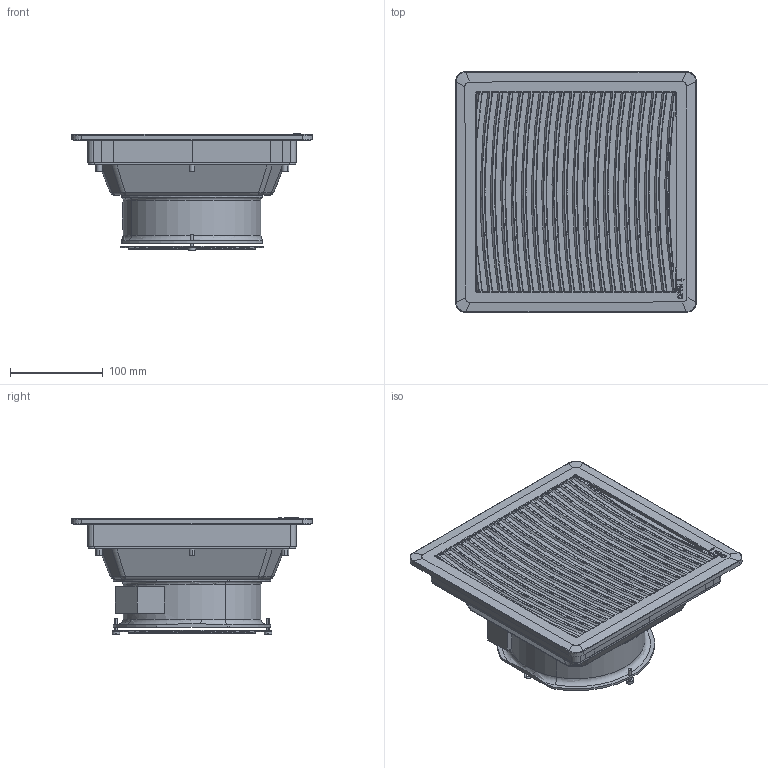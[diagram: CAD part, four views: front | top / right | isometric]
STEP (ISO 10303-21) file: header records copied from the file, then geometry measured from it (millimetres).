
FILE_DESCRIPTION(('CATIA V5 STEP Exchange'),'2;1');
FILE_NAME('Filter26 DEMO.stp','2019-11-06T08:57:57+00:00',('none'),('none'),'CATIA Version 5 Release 20 SP 1 (IN-10)','CATIA V5 STEP AP203','none');
FILE_SCHEMA(('CONFIG_CONTROL_DESIGN'));
Length unit declared in the file: millimetre
Products named in the file (1): Filter26 DEMO
Bounding box: 260 x 260 x 125.65 mm (x, y, z)
Volume: 3759916.2 mm3; surface area: 272048.7 mm2
Topology: 1 solids, 9 shells, 2136 faces, 5870 edges, 3755 vertices
Faces by surface type: bspline 925, plane 837, cylinder 250, torus 58, extrusion 42, cone 16, sphere 8
Entity records: 96899 total; most frequent: CARTESIAN_POINT 53786, ORIENTED_EDGE 11722, EDGE_CURVE 5861, DIRECTION 4082, VERTEX_POINT 3755, B_SPLINE_CURVE_WITH_KNOTS 3449, EDGE_LOOP 2270, ADVANCED_FACE 2136
